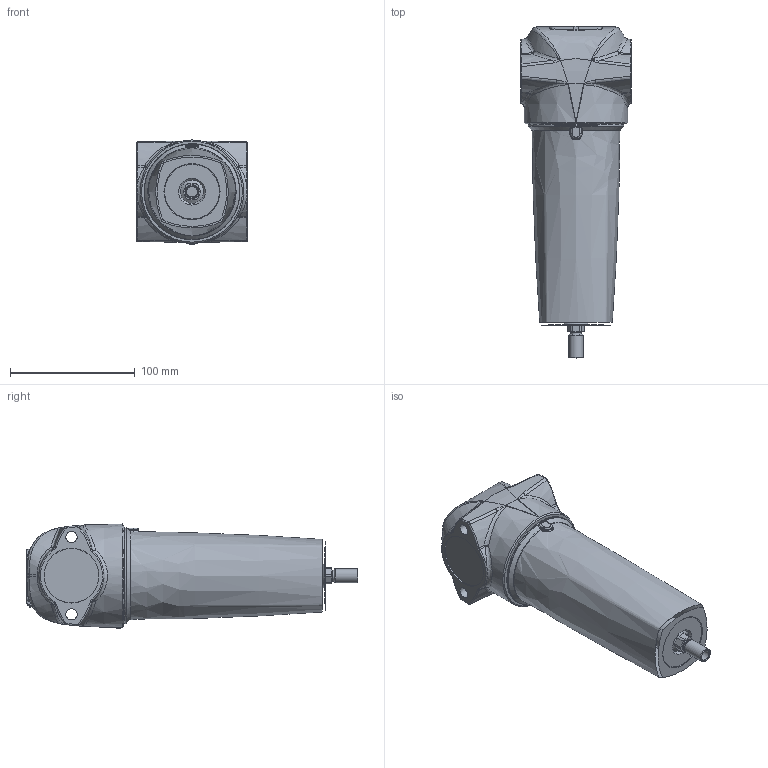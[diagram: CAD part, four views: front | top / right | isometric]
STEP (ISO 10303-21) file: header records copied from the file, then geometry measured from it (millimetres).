
FILE_DESCRIPTION(/* description */ (''),/* implementation_level */ '2;1');
FILE_NAME(/* name */ 'WS - 015 - Auto.stp',/* time_stamp */ '2021-06-11T11:31:16+01:00',/* author */ ('544889'),/* organization */ (''),/* preprocessor_version */ 'ST-DEVELOPER v18',/* originating_system */ 'Autodesk Inventor 2020',/* authorisation */ '');
FILE_SCHEMA (('CONFIG_CONTROL_DESIGN'));
Products named in the file (1): WS - 020 - Auto
Bounding box: 89 x 266.45 x 83.5 mm (x, y, z)
Volume: 1080736.6 mm3; surface area: 95809.9 mm2
Topology: 4 solids, 4 shells, 410 faces, 1044 edges, 653 vertices
Faces by surface type: bspline 171, plane 97, cylinder 75, torus 31, cone 28, sphere 8
Full cylindrical faces by diameter (mm): 1 x7, 6 x1, 8.566 x1, 8.6 x1, 9 x2, 10 x1, 11.3 x1, 18.3 x1, 18.631 x1, 20.955 x1, 24 x1, 24.2 x1, 30 x1, 44 x2, 70.75 x1, 71.5 x1, 77 x1
Entity records: 36606 total; most frequent: CARTESIAN_POINT 26977, ORIENTED_EDGE 2068, DIRECTION 1703, EDGE_CURVE 1034, AXIS2_PLACEMENT_3D 716, VERTEX_POINT 652, EDGE_LOOP 436, CIRCLE 413
